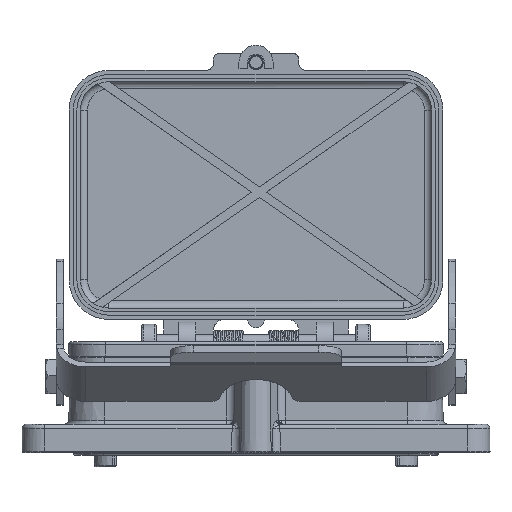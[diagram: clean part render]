
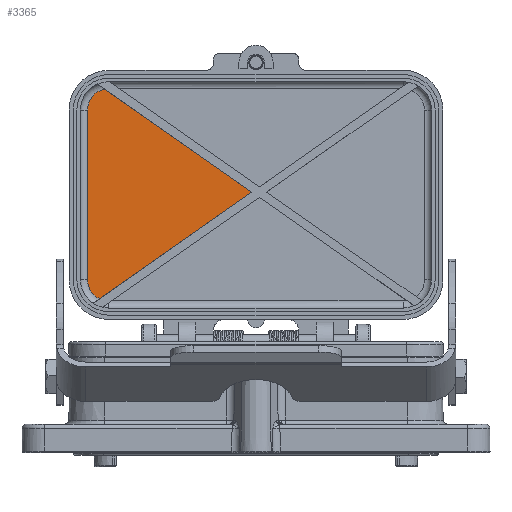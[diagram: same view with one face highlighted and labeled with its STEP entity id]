
A CAD part, front view. The second image highlights one B-rep face of the part: STEP entity #3365.
In plain terms, the highlighted planar face has unit normal (0, -1, 0).
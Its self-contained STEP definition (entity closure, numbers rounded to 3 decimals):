
#1361=PLANE('',#22931);
#3365=ADVANCED_FACE('NONE',(#5022),#1361,.T.);
#5022=FACE_OUTER_BOUND('',#6427,.T.);
#6427=EDGE_LOOP('',(#14754,#14755,#14756,#14757,#14758));
#7607=LINE('',#47951,#8800);
#7616=LINE('',#48055,#8809);
#7617=LINE('',#48057,#8810);
#8800=VECTOR('',#28802,1.);
#8809=VECTOR('',#28845,1.);
#8810=VECTOR('',#28848,1.);
#14754=ORIENTED_EDGE('',*,*,#19554,.F.);
#14755=ORIENTED_EDGE('',*,*,#19555,.F.);
#14756=ORIENTED_EDGE('',*,*,#19532,.T.);
#14757=ORIENTED_EDGE('',*,*,#19534,.T.);
#14758=ORIENTED_EDGE('',*,*,#19537,.T.);
#16567=VERTEX_POINT('',#47931);
#16568=VERTEX_POINT('',#47933);
#16569=VERTEX_POINT('',#47952);
#16570=VERTEX_POINT('',#47971);
#16578=VERTEX_POINT('',#48054);
#19532=EDGE_CURVE('',#16568,#16567,#20556,.T.);
#19534=EDGE_CURVE('',#16567,#16569,#7607,.T.);
#19537=EDGE_CURVE('',#16569,#16570,#20558,.T.);
#19554=EDGE_CURVE('',#16578,#16570,#7616,.T.);
#19555=EDGE_CURVE('',#16568,#16578,#7617,.T.);
#20556=CIRCLE('',#22907,7.5);
#20558=CIRCLE('',#22911,7.5);
#22907=AXIS2_PLACEMENT_3D('',#47932,#28798,#28799);
#22911=AXIS2_PLACEMENT_3D('',#47972,#28807,#28808);
#22931=AXIS2_PLACEMENT_3D('',#48066,#28860,#28861);
#28798=DIRECTION('',(0.,-1.,0.));
#28799=DIRECTION('',(1.,0.,0.));
#28802=DIRECTION('',(0.,0.,-1.));
#28807=DIRECTION('',(0.,-1.,0.));
#28808=DIRECTION('',(1.,0.,0.));
#28845=DIRECTION('',(-0.819,0.,-0.574));
#28848=DIRECTION('',(0.819,0.,-0.574));
#28860=DIRECTION('',(0.,-1.,0.));
#28861=DIRECTION('',(0.,0.,1.));
#47931=CARTESIAN_POINT('',(-59.4,68.1,120.755));
#47932=CARTESIAN_POINT('',(-51.9,68.1,120.755));
#47933=CARTESIAN_POINT('',(-53.293,68.1,128.124));
#47951=CARTESIAN_POINT('',(-59.4,68.1,121.027));
#47952=CARTESIAN_POINT('',(-59.4,68.1,60.954));
#47971=CARTESIAN_POINT('',(-55.182,68.1,54.211));
#47972=CARTESIAN_POINT('',(-51.9,68.1,60.954));
#48054=CARTESIAN_POINT('',(-1.46,68.1,91.827));
#48055=CARTESIAN_POINT('',(53.858,68.1,130.561));
#48057=CARTESIAN_POINT('',(-55.874,68.1,129.931));
#48066=CARTESIAN_POINT('',(0.,68.1,90.855));
